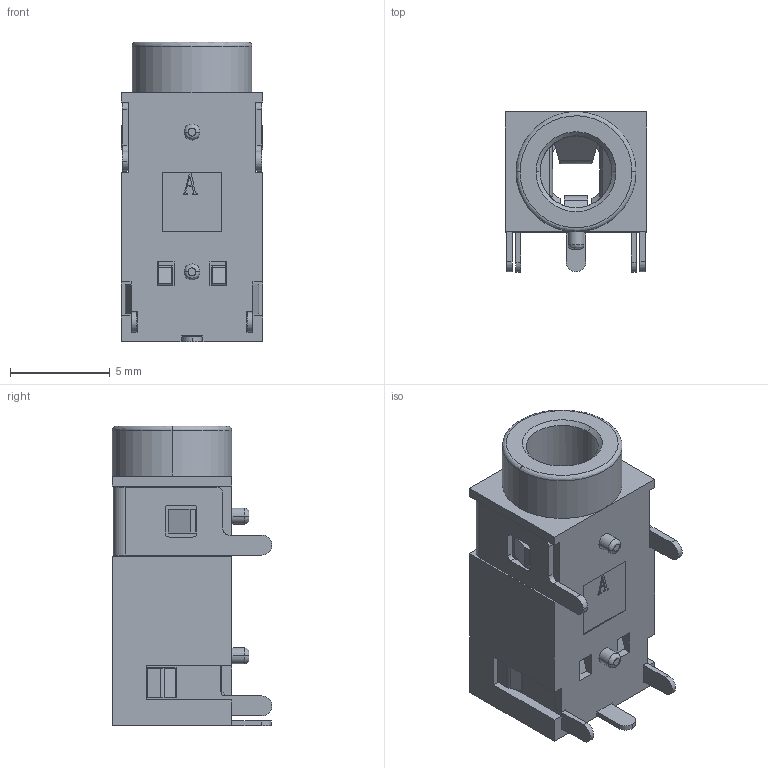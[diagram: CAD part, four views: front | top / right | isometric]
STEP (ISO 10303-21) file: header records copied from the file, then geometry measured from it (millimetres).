
FILE_DESCRIPTION (( 'STEP AP203' ), '1' );
FILE_NAME ('54-00174_revA.STEP', '2020-03-17T15:48:15', ( '' ), ( '' ), 'SwSTEP 2.0', 'SolidWorks 2015', '' );
FILE_SCHEMA (( 'CONFIG_CONTROL_DESIGN' ));
Length unit declared in the file: millimetre
Products named in the file (6): 54-00174_#3; 54-00174_#4; 54-00174_#1; 54-00174_#2; 54-00174_housing; 54-00174_revA
Assembly tree (5 placements, depth 2):
  54-00174_revA
    54-00174_housing
    54-00174_#1
    54-00174_#3
    54-00174_#2
    54-00174_#4
Bounding box: 7.1 x 8 x 15 mm (x, y, z)
Volume: 352 mm3; surface area: 1281.1 mm2
Topology: 5 solids, 5 shells, 472 faces, 1290 edges, 824 vertices
Faces by surface type: plane 323, cylinder 118, bspline 26, cone 5
Entity records: 15847 total; most frequent: CARTESIAN_POINT 3260, ORIENTED_EDGE 2580, DIRECTION 2379, EDGE_CURVE 1290, LINE 1005, VECTOR 1005, VERTEX_POINT 824, AXIS2_PLACEMENT_3D 687
